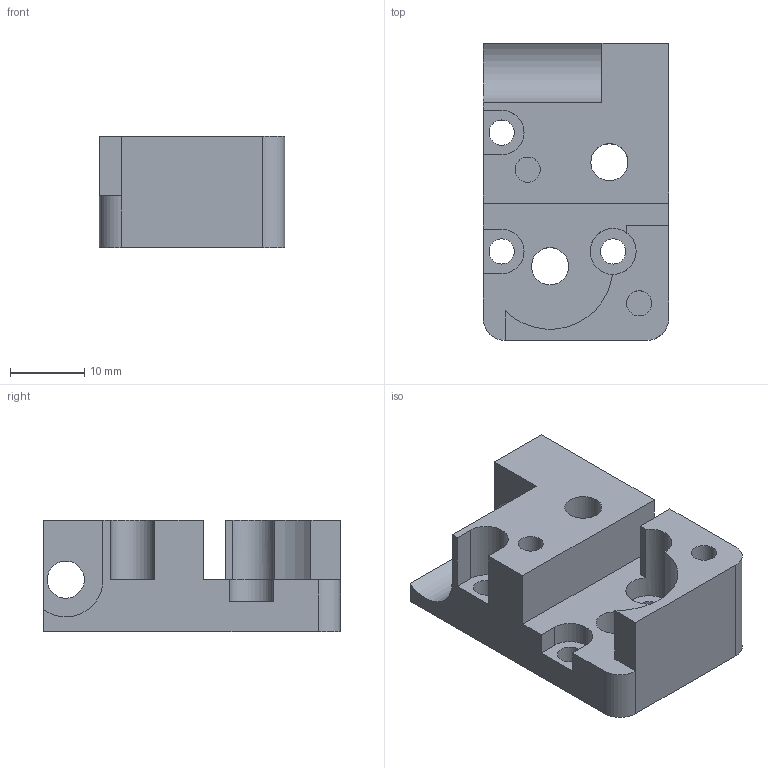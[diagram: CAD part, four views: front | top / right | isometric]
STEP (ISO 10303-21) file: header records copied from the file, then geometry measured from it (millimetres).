
FILE_DESCRIPTION(('FreeCAD Model'),'2;1');
FILE_NAME('Open CASCADE Shape Model','2025-09-06T20:53:15',(''),(''), 'Open CASCADE STEP processor 7.9','FreeCAD','Unknown');
FILE_SCHEMA(('AUTOMOTIVE_DESIGN { 1 0 10303 214 1 1 1 1 }'));
Length unit declared in the file: millimetre
Products named in the file (1): XYLeft0
Bounding box: 25 x 40 x 15 mm (x, y, z)
Volume: 9302.7 mm3; surface area: 5194.7 mm2
Topology: 1 solids, 1 shells, 52 faces, 137 edges, 91 vertices
Faces by surface type: plane 37, cylinder 15
Full cylindrical faces by diameter (mm): 3.4 x5, 5 x3, 6.2 x1
Entity records: 1649 total; most frequent: CARTESIAN_POINT 283, ORIENTED_EDGE 274, DIRECTION 273, EDGE_CURVE 137, LINE 103, VECTOR 103, VERTEX_POINT 91, AXIS2_PLACEMENT_3D 85
